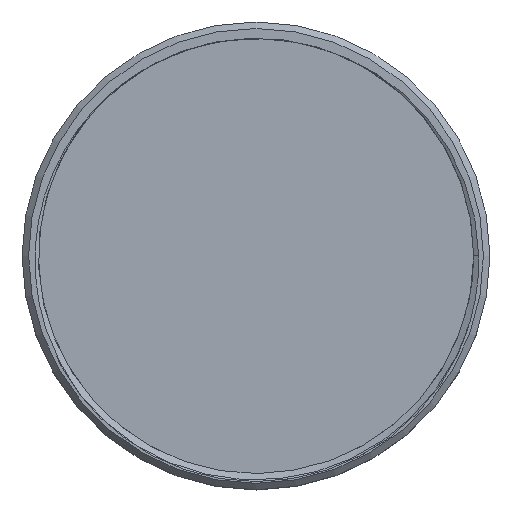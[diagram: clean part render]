
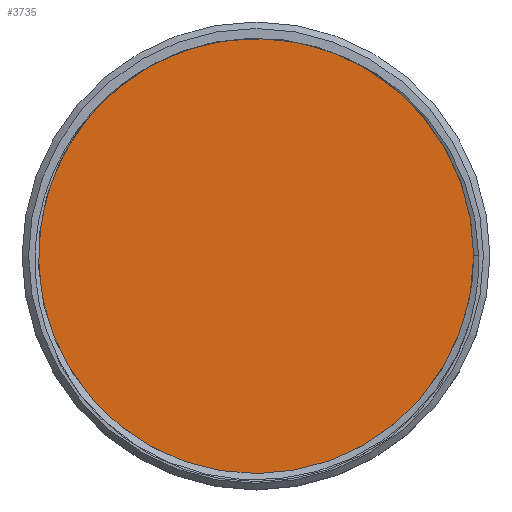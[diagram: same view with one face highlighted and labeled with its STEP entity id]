
A CAD part, top view. The second image highlights one B-rep face of the part: STEP entity #3735.
In plain terms, the highlighted planar face has unit normal (0, 0, 1).
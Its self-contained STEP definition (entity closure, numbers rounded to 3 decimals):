
#3421 = CYLINDRICAL_SURFACE('',#3422,33.5);
#3422 = AXIS2_PLACEMENT_3D('',#3423,#3424,#3425);
#3423 = CARTESIAN_POINT('',(0.,0.,-30.));
#3424 = DIRECTION('',(0.,0.,-1.));
#3425 = DIRECTION('',(1.,0.,0.));
#3658 = VERTEX_POINT('',#3659);
#3659 = CARTESIAN_POINT('',(33.5,0.,-48.));
#3680 = EDGE_CURVE('',#3658,#3658,#3681,.T.);
#3681 = SURFACE_CURVE('',#3682,(#3687,#3694),.PCURVE_S1.);
#3682 = CIRCLE('',#3683,33.5);
#3683 = AXIS2_PLACEMENT_3D('',#3684,#3685,#3686);
#3684 = CARTESIAN_POINT('',(0.,0.,-48.));
#3685 = DIRECTION('',(0.,0.,-1.));
#3686 = DIRECTION('',(1.,0.,0.));
#3687 = PCURVE('',#3421,#3688);
#3688 = DEFINITIONAL_REPRESENTATION('',(#3689),#3693);
#3689 = LINE('',#3690,#3691);
#3690 = CARTESIAN_POINT('',(0.,18.));
#3691 = VECTOR('',#3692,1.);
#3692 = DIRECTION('',(1.,0.));
#3693 = ( GEOMETRIC_REPRESENTATION_CONTEXT(2) 
PARAMETRIC_REPRESENTATION_CONTEXT() REPRESENTATION_CONTEXT('2D SPACE',''
  ) );
#3694 = PCURVE('',#3695,#3700);
#3695 = PLANE('',#3696);
#3696 = AXIS2_PLACEMENT_3D('',#3697,#3698,#3699);
#3697 = CARTESIAN_POINT('',(0.,0.,-48.));
#3698 = DIRECTION('',(0.,0.,-1.));
#3699 = DIRECTION('',(1.,0.,0.));
#3700 = DEFINITIONAL_REPRESENTATION('',(#3701),#3705);
#3701 = CIRCLE('',#3702,33.5);
#3702 = AXIS2_PLACEMENT_2D('',#3703,#3704);
#3703 = CARTESIAN_POINT('',(0.,0.));
#3704 = DIRECTION('',(1.,0.));
#3705 = ( GEOMETRIC_REPRESENTATION_CONTEXT(2) 
PARAMETRIC_REPRESENTATION_CONTEXT() REPRESENTATION_CONTEXT('2D SPACE',''
  ) );
#3735 = ADVANCED_FACE('',(#3736),#3695,.F.);
#3736 = FACE_BOUND('',#3737,.F.);
#3737 = EDGE_LOOP('',(#3738));
#3738 = ORIENTED_EDGE('',*,*,#3680,.T.);
